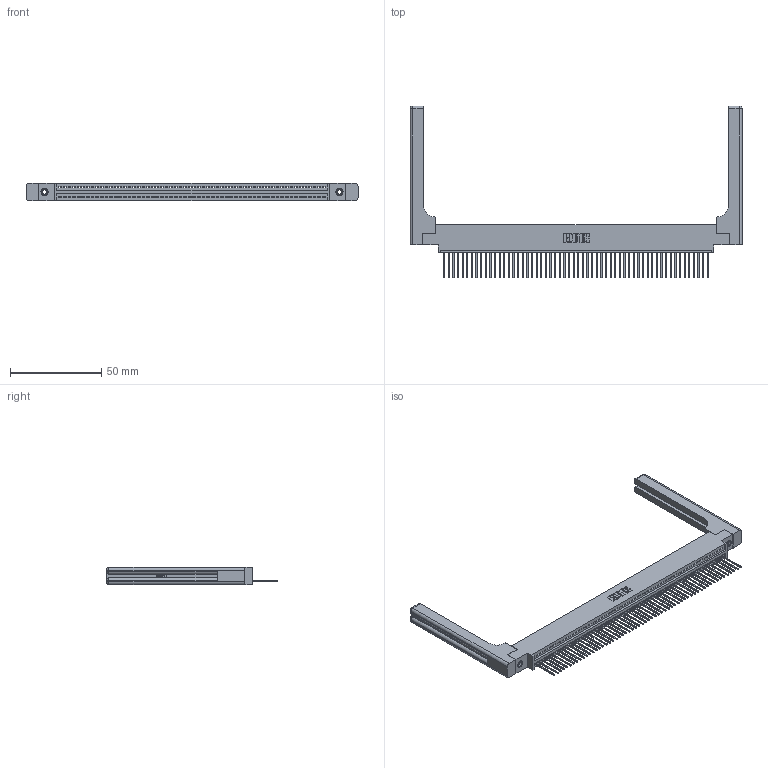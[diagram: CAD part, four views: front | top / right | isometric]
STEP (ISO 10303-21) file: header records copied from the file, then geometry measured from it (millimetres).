
FILE_DESCRIPTION (( 'STEP AP203' ), '1' );
FILE_NAME ('345-058-540-658.STEP', '2019-10-10T17:05:29', ( '' ), ( '' ), 'SwSTEP 2.0', 'SolidWorks 2016', '' );
FILE_SCHEMA (( 'CONFIG_CONTROL_DESIGN' ));
Length unit declared in the file: inch
Products named in the file (5): 345-250-001_345-250-001-102; 345-292-001_345-293-140; 345-058-540-658; 345 Part_0.170 Offset - 0.156 Dia-TH; 345-220-058_345-220-058
Assembly tree (63 placements, depth 2):
  345-058-540-658
    345 Part_0.170 Offset - 0.156 Dia-TH
    345-292-001_345-293-140  x58
    345-250-001_345-250-001-102  x2
    345-220-058_345-220-058  x2
Bounding box: 182.35 x 94.41 x 9.4 mm (x, y, z)
Volume: 25920.6 mm3; surface area: 29358.6 mm2
Topology: 63 solids, 63 shells, 3750 faces, 11227 edges, 7386 vertices
Faces by surface type: plane 2552, cylinder 1138, bspline 36, cone 12, sphere 8, torus 4
Entity records: 46830 total; most frequent: CARTESIAN_POINT 9083, ORIENTED_EDGE 7872, DIRECTION 6856, EDGE_CURVE 3936, LINE 3480, VECTOR 3480, VERTEX_POINT 2614, AXIS2_PLACEMENT_3D 1688
